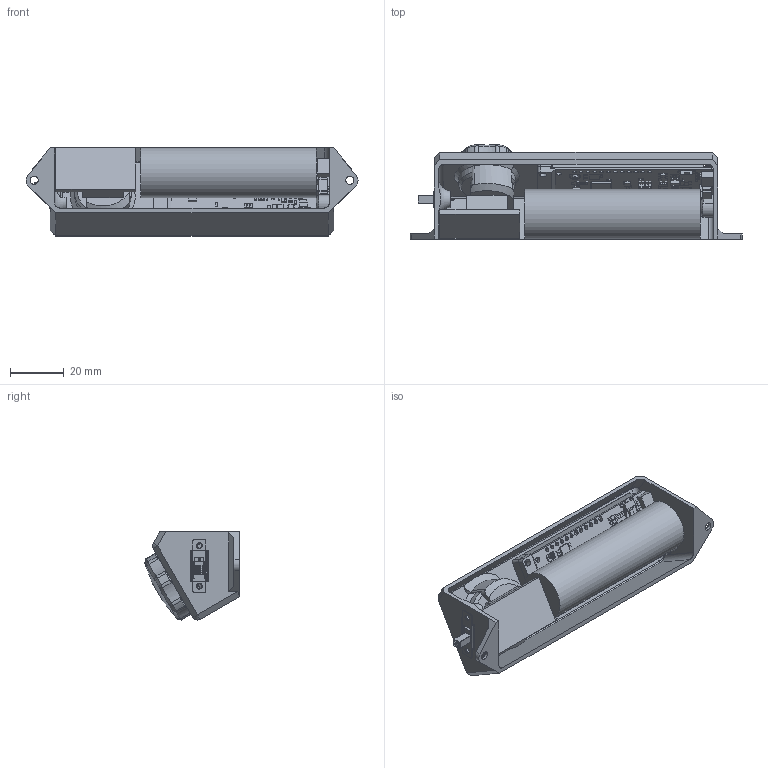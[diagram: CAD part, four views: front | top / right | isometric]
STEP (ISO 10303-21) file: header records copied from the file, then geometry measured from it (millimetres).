
FILE_DESCRIPTION(/* description */ (''),/* implementation_level */ '2;1');
FILE_NAME(/* name */ 'LoggerT-Display.stp',/* time_stamp */ '2022-11-03T14:45:20+01:00',/* author */ ('uch10113'),/* organization */ (''),/* preprocessor_version */ 'ST-DEVELOPER v18.1',/* originating_system */ 'Autodesk Inventor 2022',/* authorisation */ '');
FILE_SCHEMA (('AUTOMOTIVE_DESIGN { 1 0 10303 214 3 1 1 }'));
Length unit declared in the file: millimetre
Products named in the file (13): LoggerT-Display; 18650; t_display_s3; GehauseV2; encoder; Klemmer; Niederhalter; Knoob; SS12F15; Metal part; Plastic part; Pin; Handle
Assembly tree (14 placements, depth 3):
  LoggerT-Display
    18650
    t_display_s3
    GehauseV2
    encoder
    Klemmer
    Niederhalter
    Knoob
    SS12F15
      Metal part
      Plastic part
      Pin  x3
      Handle
Bounding box: 123 x 35.09 x 32.66 mm (x, y, z)
Volume: 45698.8 mm3; surface area: 28252 mm2
Topology: 14 solids, 14 shells, 1610 faces, 3988 edges, 2465 vertices
Faces by surface type: plane 989, cylinder 398, torus 96, bspline 54, sphere 44, cone 29
Full cylindrical faces by diameter (mm): 0.5 x1, 1.403 x17, 1.6 x1, 1.603 x7, 1.7 x1, 1.8 x5, 1.882 x1, 1.95 x1, 2 x1, 2.2 x2, 2.5 x1, 2.6 x2, 3 x2, 4 x1, 6 x1, 6.3 x1, 7 x1, 8 x1, 18.5 x1, 21 x1
Entity records: 46335 total; most frequent: CARTESIAN_POINT 10034, ORIENTED_EDGE 7400, DIRECTION 7233, EDGE_CURVE 3700, LINE 2781, VECTOR 2781, VERTEX_POINT 2337, AXIS2_PLACEMENT_3D 2226
